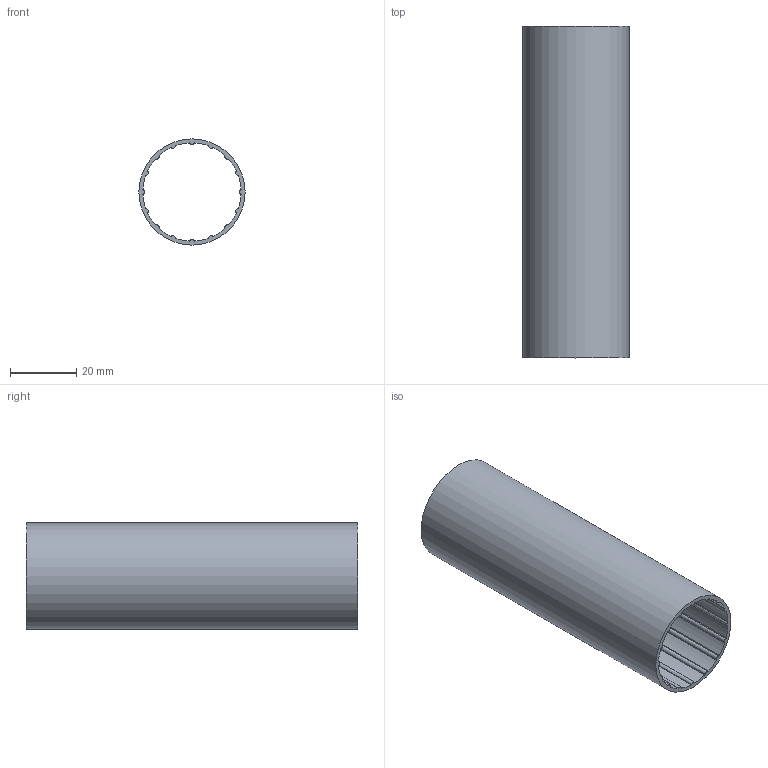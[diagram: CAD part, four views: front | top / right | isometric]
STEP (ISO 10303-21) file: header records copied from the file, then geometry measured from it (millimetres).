
FILE_DESCRIPTION( ( 'Unknown' ), '1' );
FILE_NAME( 'I-D32.stp', 'Unknown', ( 'Unknown' ), ( 'Unknown' ), 'XStep 1.0', 'Unknown', ' ' );
FILE_SCHEMA( ( 'automotive_design' ) );
Length unit declared in the file: millimetre
Products named in the file (1): 1
Bounding box: 32 x 100 x 32 mm (x, y, z)
Volume: 12464.3 mm3; surface area: 20134.6 mm2
Topology: 1 solids, 1 shells, 67 faces, 195 edges, 130 vertices
Faces by surface type: cylinder 65, plane 2
Full cylindrical faces by diameter (mm): 32 x1
Entity records: 2850 total; most frequent: DIRECTION 460, CARTESIAN_POINT 392, ORIENTED_EDGE 388, AXIS2_PLACEMENT_3D 198, EDGE_CURVE 194, VERTEX_POINT 130, CIRCLE 130, EDGE_LOOP 70
